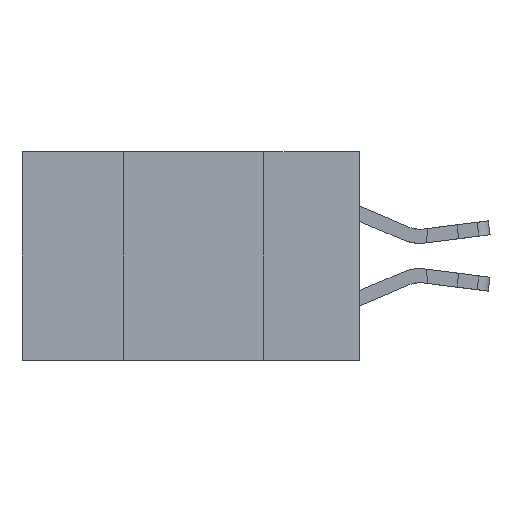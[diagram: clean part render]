
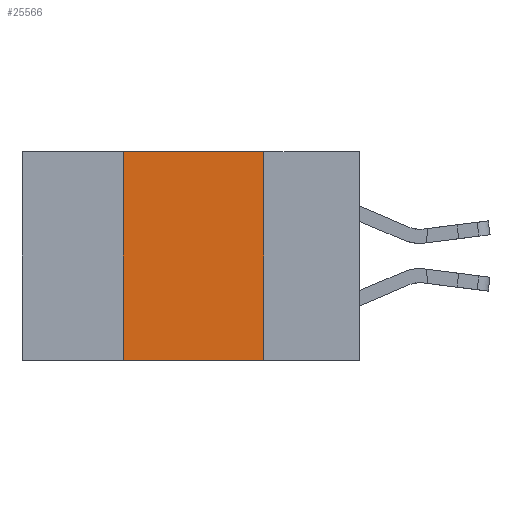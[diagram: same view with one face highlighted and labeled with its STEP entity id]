
A CAD part, left-side view. The second image highlights one B-rep face of the part: STEP entity #25566.
In plain terms, the highlighted planar face has unit normal (-1, 0, 0).
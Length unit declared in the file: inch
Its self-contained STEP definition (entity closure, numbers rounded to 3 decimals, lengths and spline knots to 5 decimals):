
#964 = ORIENTED_EDGE ( 'NONE', *, *, #27061, .F. ) ;
#1979 = CARTESIAN_POINT ( 'NONE',  ( 0., 0.17, -0.37 ) ) ;
#3530 = CARTESIAN_POINT ( 'NONE',  ( 0., 0.42, 0. ) ) ;
#6950 = CARTESIAN_POINT ( 'NONE',  ( 0., 0.42, 0. ) ) ;
#7313 = LINE ( 'NONE', #6950, #14633 ) ;
#7388 = CARTESIAN_POINT ( 'NONE',  ( 0., 0.17, 0. ) ) ;
#7430 = FACE_OUTER_BOUND ( 'NONE', #10247, .T. ) ;
#7480 = CARTESIAN_POINT ( 'NONE',  ( 0., 0.6, 0. ) ) ;
#7670 = EDGE_CURVE ( 'NONE', #10094, #25739, #27639, .T. ) ;
#7819 = DIRECTION ( 'NONE',  ( 0., -1., 0. ) ) ;
#10094 = VERTEX_POINT ( 'NONE', #3530 ) ;
#10179 = VECTOR ( 'NONE', #7819, 39.37008 ) ;
#10247 = EDGE_LOOP ( 'NONE', ( #964, #28131, #14773, #19404 ) ) ;
#10660 = DIRECTION ( 'NONE',  ( 0., 0., -1. ) ) ;
#11222 = CARTESIAN_POINT ( 'NONE',  ( 0., 0.17, 0. ) ) ;
#12595 = DIRECTION ( 'NONE',  ( 1., 0., 0. ) ) ;
#13660 = VECTOR ( 'NONE', #27527, 39.37008 ) ;
#13964 = VECTOR ( 'NONE', #14201, 39.37008 ) ;
#14201 = DIRECTION ( 'NONE',  ( 0., 0., -1. ) ) ;
#14633 = VECTOR ( 'NONE', #27042, 39.37008 ) ;
#14773 = ORIENTED_EDGE ( 'NONE', *, *, #21663, .F. ) ;
#17247 = AXIS2_PLACEMENT_3D ( 'NONE', #23994, #12595, #10660 ) ;
#18431 = CARTESIAN_POINT ( 'NONE',  ( 0., 0.42, -0.37 ) ) ;
#19404 = ORIENTED_EDGE ( 'NONE', *, *, #20361, .T. ) ;
#19598 = LINE ( 'NONE', #21352, #10179 ) ;
#20361 = EDGE_CURVE ( 'NONE', #21802, #26898, #19598, .T. ) ;
#21352 = CARTESIAN_POINT ( 'NONE',  ( 0., 0.6, -0.37 ) ) ;
#21663 = EDGE_CURVE ( 'NONE', #21802, #10094, #7313, .T. ) ;
#21763 = PLANE ( 'NONE',  #17247 ) ;
#21802 = VERTEX_POINT ( 'NONE', #18431 ) ;
#23994 = CARTESIAN_POINT ( 'NONE',  ( 0., 0.6, 0. ) ) ;
#25566 = ADVANCED_FACE ( 'NONE', ( #7430 ), #21763, .F. ) ;
#25739 = VERTEX_POINT ( 'NONE', #11222 ) ;
#26164 = LINE ( 'NONE', #7388, #13964 ) ;
#26898 = VERTEX_POINT ( 'NONE', #1979 ) ;
#27042 = DIRECTION ( 'NONE',  ( 0., 0., 1. ) ) ;
#27061 = EDGE_CURVE ( 'NONE', #25739, #26898, #26164, .T. ) ;
#27527 = DIRECTION ( 'NONE',  ( 0., -1., 0. ) ) ;
#27639 = LINE ( 'NONE', #7480, #13660 ) ;
#28131 = ORIENTED_EDGE ( 'NONE', *, *, #7670, .F. ) ;
